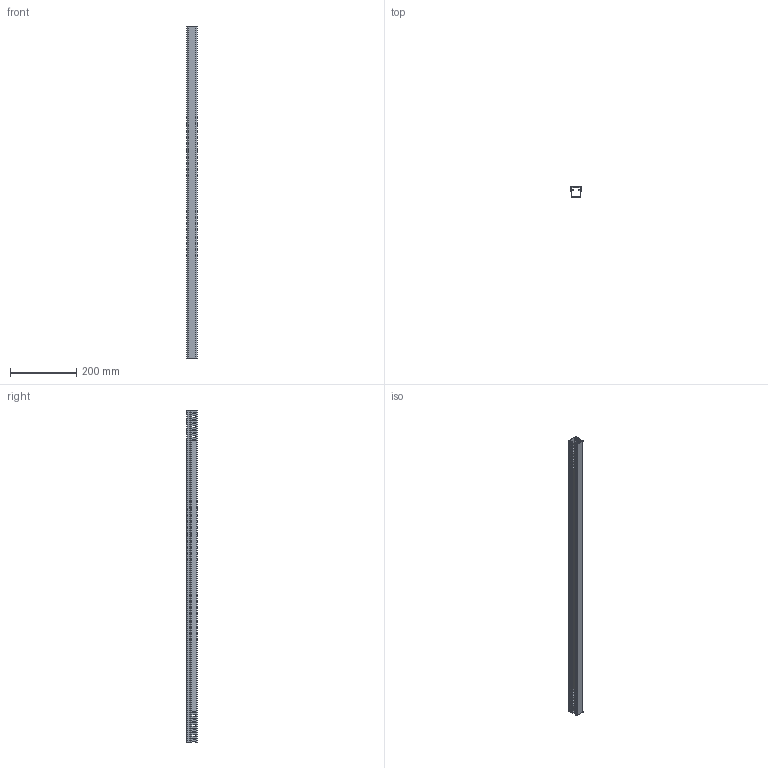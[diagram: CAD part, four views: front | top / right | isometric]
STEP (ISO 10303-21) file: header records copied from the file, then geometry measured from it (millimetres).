
FILE_DESCRIPTION (( 'STEP AP214' ), '1' );
FILE_NAME ('6178005.STEP', '2025-04-07T09:54:50', ( '' ), ( '' ), 'SwSTEP 2.0', 'SolidWorks 2024', '' );
FILE_SCHEMA (( 'AUTOMOTIVE_DESIGN' ));
Length unit declared in the file: millimetre
Products named in the file (3): BKS 05.002-016; BKS 05.004-020; 6178005
Assembly tree (2 placements, depth 2):
  6178005
    BKS 05.004-020
    BKS 05.002-016
Bounding box: 31.01 x 32.8 x 1000 mm (x, y, z)
Volume: 217158.7 mm3; surface area: 344493 mm2
Topology: 2 solids, 2 shells, 1382 faces, 4058 edges, 2680 vertices
Faces by surface type: cylinder 702, plane 680
Entity records: 46326 total; most frequent: DIRECTION 8236, CARTESIAN_POINT 8125, ORIENTED_EDGE 8116, EDGE_CURVE 4058, AXIS2_PLACEMENT_3D 2791, VERTEX_POINT 2680, LINE 2654, VECTOR 2654
